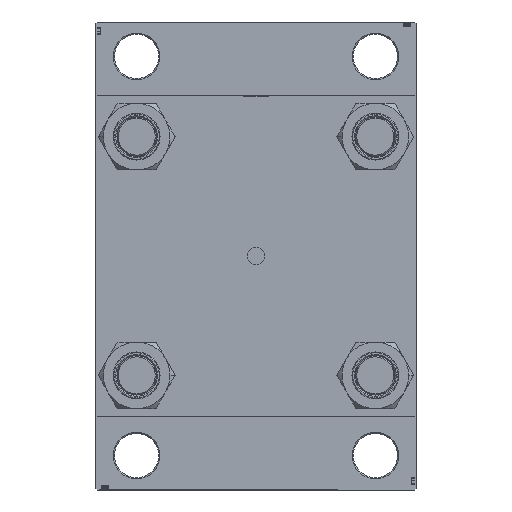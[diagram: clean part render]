
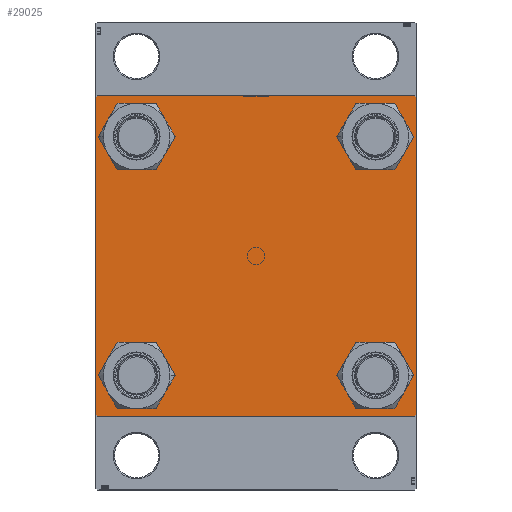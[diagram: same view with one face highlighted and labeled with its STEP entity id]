
A CAD part, left-side view. The second image highlights one B-rep face of the part: STEP entity #29025.
In plain terms, the highlighted planar face has unit normal (-1, 0, 0).
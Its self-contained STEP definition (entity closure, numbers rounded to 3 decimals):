
#237 = EDGE_CURVE ( 'NONE', #20598, #17600, #9379, .T. ) ;
#272 = EDGE_CURVE ( 'NONE', #315, #47785, #15616, .T. ) ;
#315 = VERTEX_POINT ( 'NONE', #2535 ) ;
#402 = CARTESIAN_POINT ( 'NONE',  ( 0., -64.75, -64.75 ) ) ;
#557 = EDGE_CURVE ( 'NONE', #16678, #35037, #33192, .T. ) ;
#960 = DIRECTION ( 'NONE',  ( 1., 0., 0. ) ) ;
#984 = CARTESIAN_POINT ( 'NONE',  ( 0., 48.45, -39.95 ) ) ;
#1801 = AXIS2_PLACEMENT_3D ( 'NONE', #10811, #43561, #25731 ) ;
#2057 = DIRECTION ( 'NONE',  ( 0., -1., 0. ) ) ;
#2290 = EDGE_CURVE ( 'NONE', #32978, #25126, #20360, .T. ) ;
#2507 = CARTESIAN_POINT ( 'NONE',  ( 0., 0., 0. ) ) ;
#2535 = CARTESIAN_POINT ( 'NONE',  ( 0., 48.45, -56.95 ) ) ;
#3426 = LINE ( 'NONE', #6625, #5399 ) ;
#3792 = CARTESIAN_POINT ( 'NONE',  ( 0., 64.5, -65. ) ) ;
#4256 = DIRECTION ( 'NONE',  ( 0., 0., 1. ) ) ;
#4648 = EDGE_LOOP ( 'NONE', ( #21490, #30572, #5062, #37368, #5599, #16377, #23411, #40983 ) ) ;
#4792 = LINE ( 'NONE', #402, #33756 ) ;
#5062 = ORIENTED_EDGE ( 'NONE', *, *, #12414, .T. ) ;
#5399 = VECTOR ( 'NONE', #32760, 1000. ) ;
#5599 = ORIENTED_EDGE ( 'NONE', *, *, #28601, .F. ) ;
#5932 = DIRECTION ( 'NONE',  ( 0., 0., 1. ) ) ;
#6625 = CARTESIAN_POINT ( 'NONE',  ( 0., 64.75, 64.75 ) ) ;
#7248 = EDGE_CURVE ( 'NONE', #35037, #12333, #10096, .T. ) ;
#7279 = CARTESIAN_POINT ( 'NONE',  ( 0., -48.45, 56.95 ) ) ;
#7613 = ORIENTED_EDGE ( 'NONE', *, *, #19703, .T. ) ;
#8002 = DIRECTION ( 'NONE',  ( 1., 0., 0. ) ) ;
#8057 = CIRCLE ( 'NONE', #22111, 8.5 ) ;
#8919 = VERTEX_POINT ( 'NONE', #43660 ) ;
#9052 = EDGE_CURVE ( 'NONE', #9975, #38055, #4792, .T. ) ;
#9100 = DIRECTION ( 'NONE',  ( 1., 0., 0. ) ) ;
#9379 = LINE ( 'NONE', #24048, #35931 ) ;
#9975 = VERTEX_POINT ( 'NONE', #27520 ) ;
#10002 = CIRCLE ( 'NONE', #36536, 8.5 ) ;
#10003 = DIRECTION ( 'NONE',  ( 1., 0., 0. ) ) ;
#10096 = LINE ( 'NONE', #24031, #13386 ) ;
#10115 = DIRECTION ( 'NONE',  ( 1., 0., 0. ) ) ;
#10123 = CARTESIAN_POINT ( 'NONE',  ( 0., 65., -65. ) ) ;
#10345 = EDGE_CURVE ( 'NONE', #24212, #27074, #43922, .T. ) ;
#10463 = CARTESIAN_POINT ( 'NONE',  ( 0., 64.5, 65. ) ) ;
#10774 = EDGE_CURVE ( 'NONE', #48096, #8919, #8057, .T. ) ;
#10811 = CARTESIAN_POINT ( 'NONE',  ( 0., 48.45, 48.45 ) ) ;
#11731 = EDGE_LOOP ( 'NONE', ( #16915, #40580 ) ) ;
#12094 = CARTESIAN_POINT ( 'NONE',  ( 0., -48.45, 39.95 ) ) ;
#12155 = CARTESIAN_POINT ( 'NONE',  ( 0., -48.45, -39.95 ) ) ;
#12333 = VERTEX_POINT ( 'NONE', #3792 ) ;
#12387 = DIRECTION ( 'NONE',  ( 0., -1., 0. ) ) ;
#12414 = EDGE_CURVE ( 'NONE', #12333, #9975, #39673, .T. ) ;
#13386 = VECTOR ( 'NONE', #39885, 1000. ) ;
#13659 = CARTESIAN_POINT ( 'NONE',  ( 0., 48.45, 48.45 ) ) ;
#13735 = VECTOR ( 'NONE', #20138, 1000. ) ;
#14326 = VECTOR ( 'NONE', #2057, 1000. ) ;
#14376 = CARTESIAN_POINT ( 'NONE',  ( 0., 65., 64.5 ) ) ;
#14586 = EDGE_LOOP ( 'NONE', ( #15884, #29357 ) ) ;
#15616 = CIRCLE ( 'NONE', #16418, 8.5 ) ;
#15884 = ORIENTED_EDGE ( 'NONE', *, *, #16832, .T. ) ;
#16275 = CARTESIAN_POINT ( 'NONE',  ( 0., -48.45, -48.45 ) ) ;
#16377 = ORIENTED_EDGE ( 'NONE', *, *, #237, .T. ) ;
#16418 = AXIS2_PLACEMENT_3D ( 'NONE', #39907, #10115, #21105 ) ;
#16581 = CARTESIAN_POINT ( 'NONE',  ( 0., 48.45, 56.95 ) ) ;
#16678 = VERTEX_POINT ( 'NONE', #14376 ) ;
#16832 = EDGE_CURVE ( 'NONE', #27074, #24212, #22213, .T. ) ;
#16915 = ORIENTED_EDGE ( 'NONE', *, *, #32692, .T. ) ;
#17414 = FACE_BOUND ( 'NONE', #14586, .T. ) ;
#17600 = VERTEX_POINT ( 'NONE', #26319 ) ;
#18680 = DIRECTION ( 'NONE',  ( 1., 0., 0. ) ) ;
#19005 = CARTESIAN_POINT ( 'NONE',  ( 0., -65., -64.5 ) ) ;
#19527 = CARTESIAN_POINT ( 'NONE',  ( 0., 48.45, -48.45 ) ) ;
#19703 = EDGE_CURVE ( 'NONE', #25126, #32978, #35531, .T. ) ;
#20138 = DIRECTION ( 'NONE',  ( 0., 0., -1. ) ) ;
#20324 = DIRECTION ( 'NONE',  ( 0., 0., 1. ) ) ;
#20360 = CIRCLE ( 'NONE', #42978, 8.5 ) ;
#20598 = VERTEX_POINT ( 'NONE', #47227 ) ;
#21105 = DIRECTION ( 'NONE',  ( 0., 0., 1. ) ) ;
#21245 = VERTEX_POINT ( 'NONE', #10463 ) ;
#21490 = ORIENTED_EDGE ( 'NONE', *, *, #557, .T. ) ;
#21728 = EDGE_LOOP ( 'NONE', ( #39826, #34241 ) ) ;
#22111 = AXIS2_PLACEMENT_3D ( 'NONE', #16275, #8002, #34376 ) ;
#22213 = CIRCLE ( 'NONE', #34692, 8.5 ) ;
#23411 = ORIENTED_EDGE ( 'NONE', *, *, #24858, .F. ) ;
#23813 = CARTESIAN_POINT ( 'NONE',  ( 0., -65., 65. ) ) ;
#24031 = CARTESIAN_POINT ( 'NONE',  ( 0., 64.75, -64.75 ) ) ;
#24048 = CARTESIAN_POINT ( 'NONE',  ( 0., -64.75, 64.75 ) ) ;
#24212 = VERTEX_POINT ( 'NONE', #39380 ) ;
#24858 = EDGE_CURVE ( 'NONE', #21245, #17600, #26848, .T. ) ;
#24920 = DIRECTION ( 'NONE',  ( 0., 0., 1. ) ) ;
#25126 = VERTEX_POINT ( 'NONE', #12094 ) ;
#25248 = DIRECTION ( 'NONE',  ( -1., 0., 0. ) ) ;
#25571 = CIRCLE ( 'NONE', #30988, 8.5 ) ;
#25731 = DIRECTION ( 'NONE',  ( 0., 0., 1. ) ) ;
#26319 = CARTESIAN_POINT ( 'NONE',  ( 0., -64.5, 65. ) ) ;
#26848 = LINE ( 'NONE', #45380, #47887 ) ;
#26987 = AXIS2_PLACEMENT_3D ( 'NONE', #2507, #25248, #5932 ) ;
#27074 = VERTEX_POINT ( 'NONE', #16581 ) ;
#27520 = CARTESIAN_POINT ( 'NONE',  ( 0., -64.5, -65. ) ) ;
#27712 = DIRECTION ( 'NONE',  ( 0., 0.707, 0.707 ) ) ;
#27859 = EDGE_LOOP ( 'NONE', ( #41009, #7613 ) ) ;
#28601 = EDGE_CURVE ( 'NONE', #20598, #38055, #38222, .T. ) ;
#29025 = ADVANCED_FACE ( 'NONE', ( #47206, #43540, #43774, #17414, #46709 ), #43289, .T. ) ;
#29108 = CARTESIAN_POINT ( 'NONE',  ( 0., 65., -64.5 ) ) ;
#29357 = ORIENTED_EDGE ( 'NONE', *, *, #10345, .T. ) ;
#29892 = CARTESIAN_POINT ( 'NONE',  ( 0., -48.45, -48.45 ) ) ;
#30293 = DIRECTION ( 'NONE',  ( 0., 0., 1. ) ) ;
#30443 = VECTOR ( 'NONE', #44401, 1000. ) ;
#30572 = ORIENTED_EDGE ( 'NONE', *, *, #7248, .T. ) ;
#30988 = AXIS2_PLACEMENT_3D ( 'NONE', #19527, #960, #30293 ) ;
#32692 = EDGE_CURVE ( 'NONE', #47785, #315, #25571, .T. ) ;
#32760 = DIRECTION ( 'NONE',  ( 0., 0.707, -0.707 ) ) ;
#32978 = VERTEX_POINT ( 'NONE', #7279 ) ;
#33192 = LINE ( 'NONE', #34143, #30443 ) ;
#33756 = VECTOR ( 'NONE', #45091, 1000. ) ;
#34143 = CARTESIAN_POINT ( 'NONE',  ( 0., 65., 65. ) ) ;
#34241 = ORIENTED_EDGE ( 'NONE', *, *, #38187, .T. ) ;
#34277 = CARTESIAN_POINT ( 'NONE',  ( 0., -48.45, 48.45 ) ) ;
#34376 = DIRECTION ( 'NONE',  ( 0., 0., 1. ) ) ;
#34692 = AXIS2_PLACEMENT_3D ( 'NONE', #13659, #10003, #24920 ) ;
#35037 = VERTEX_POINT ( 'NONE', #29108 ) ;
#35531 = CIRCLE ( 'NONE', #44089, 8.5 ) ;
#35931 = VECTOR ( 'NONE', #27712, 1000. ) ;
#36536 = AXIS2_PLACEMENT_3D ( 'NONE', #29892, #44771, #41107 ) ;
#37368 = ORIENTED_EDGE ( 'NONE', *, *, #9052, .T. ) ;
#38055 = VERTEX_POINT ( 'NONE', #19005 ) ;
#38187 = EDGE_CURVE ( 'NONE', #8919, #48096, #10002, .T. ) ;
#38222 = LINE ( 'NONE', #23813, #13735 ) ;
#39380 = CARTESIAN_POINT ( 'NONE',  ( 0., 48.45, 39.95 ) ) ;
#39673 = LINE ( 'NONE', #10123, #14326 ) ;
#39826 = ORIENTED_EDGE ( 'NONE', *, *, #10774, .T. ) ;
#39885 = DIRECTION ( 'NONE',  ( 0., -0.707, -0.707 ) ) ;
#39907 = CARTESIAN_POINT ( 'NONE',  ( 0., 48.45, -48.45 ) ) ;
#40428 = CARTESIAN_POINT ( 'NONE',  ( 0., -48.45, 48.45 ) ) ;
#40580 = ORIENTED_EDGE ( 'NONE', *, *, #272, .T. ) ;
#40702 = EDGE_CURVE ( 'NONE', #21245, #16678, #3426, .T. ) ;
#40983 = ORIENTED_EDGE ( 'NONE', *, *, #40702, .T. ) ;
#41009 = ORIENTED_EDGE ( 'NONE', *, *, #2290, .T. ) ;
#41107 = DIRECTION ( 'NONE',  ( 0., 0., 1. ) ) ;
#42978 = AXIS2_PLACEMENT_3D ( 'NONE', #34277, #9100, #20324 ) ;
#43289 = PLANE ( 'NONE',  #26987 ) ;
#43540 = FACE_BOUND ( 'NONE', #21728, .T. ) ;
#43561 = DIRECTION ( 'NONE',  ( 1., 0., 0. ) ) ;
#43660 = CARTESIAN_POINT ( 'NONE',  ( 0., -48.45, -56.95 ) ) ;
#43774 = FACE_BOUND ( 'NONE', #11731, .T. ) ;
#43922 = CIRCLE ( 'NONE', #1801, 8.5 ) ;
#44089 = AXIS2_PLACEMENT_3D ( 'NONE', #40428, #18680, #4256 ) ;
#44401 = DIRECTION ( 'NONE',  ( 0., 0., -1. ) ) ;
#44771 = DIRECTION ( 'NONE',  ( 1., 0., 0. ) ) ;
#45091 = DIRECTION ( 'NONE',  ( 0., -0.707, 0.707 ) ) ;
#45380 = CARTESIAN_POINT ( 'NONE',  ( 0., 65., 65. ) ) ;
#46709 = FACE_OUTER_BOUND ( 'NONE', #4648, .T. ) ;
#47206 = FACE_BOUND ( 'NONE', #27859, .T. ) ;
#47227 = CARTESIAN_POINT ( 'NONE',  ( 0., -65., 64.5 ) ) ;
#47785 = VERTEX_POINT ( 'NONE', #984 ) ;
#47887 = VECTOR ( 'NONE', #12387, 1000. ) ;
#48096 = VERTEX_POINT ( 'NONE', #12155 ) ;
